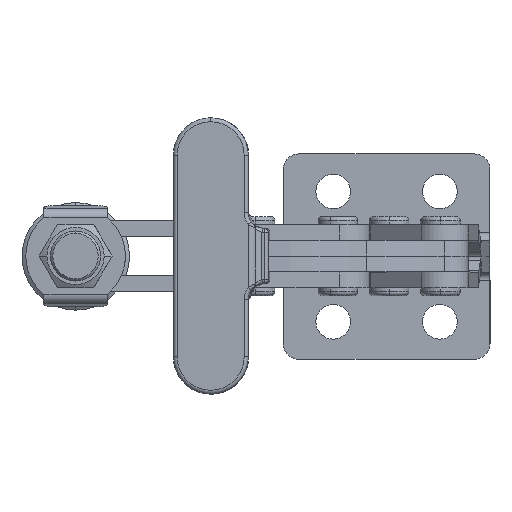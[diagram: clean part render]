
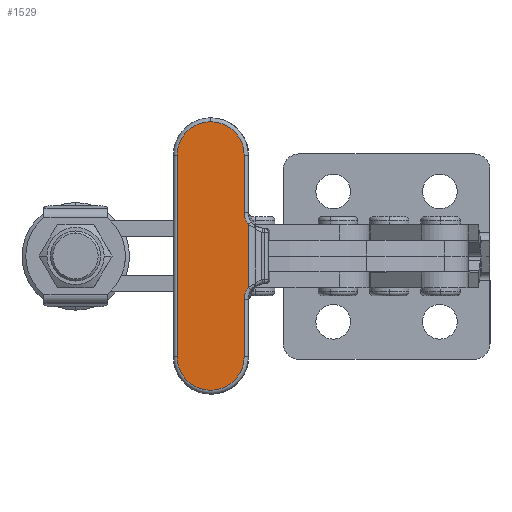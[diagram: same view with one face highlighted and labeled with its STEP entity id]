
A CAD part, top view. The second image highlights one B-rep face of the part: STEP entity #1529.
In plain terms, the highlighted face is planar.
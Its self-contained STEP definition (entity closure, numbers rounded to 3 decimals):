
#485 = CARTESIAN_POINT ( 'NONE',  ( 0.5, 0., 35. ) ) ;
#497 = DIRECTION ( 'NONE',  ( 0., 0., 1. ) ) ;
#1529 = ADVANCED_FACE ( 'NONE', ( #26203 ), #10846, .F. ) ;
#5551 = EDGE_CURVE ( 'NONE', #29121, #29097, #27431, .T. ) ;
#5567 = EDGE_CURVE ( 'NONE', #29132, #29186, #27453, .T. ) ;
#5574 = EDGE_CURVE ( 'NONE', #29148, #29132, #27466, .T. ) ;
#5579 = EDGE_CURVE ( 'NONE', #29191, #29143, #27475, .T. ) ;
#5633 = EDGE_CURVE ( 'NONE', #29143, #29121, #27546, .T. ) ;
#5636 = EDGE_CURVE ( 'NONE', #29134, #29148, #27553, .T. ) ;
#5683 = ORIENTED_EDGE ( 'NONE', *, *, #20390, .T. ) ;
#5813 = ORIENTED_EDGE ( 'NONE', *, *, #5574, .T. ) ;
#5893 = ORIENTED_EDGE ( 'NONE', *, *, #5636, .T. ) ;
#6003 = ORIENTED_EDGE ( 'NONE', *, *, #5567, .T. ) ;
#6288 = ORIENTED_EDGE ( 'NONE', *, *, #5579, .T. ) ;
#6295 = ORIENTED_EDGE ( 'NONE', *, *, #20437, .T. ) ;
#6536 = ORIENTED_EDGE ( 'NONE', *, *, #20444, .T. ) ;
#7024 = AXIS2_PLACEMENT_3D ( 'NONE', #23246, #23247, #23248 ) ;
#7029 = AXIS2_PLACEMENT_3D ( 'NONE', #23294, #23295, #23296 ) ;
#7045 = AXIS2_PLACEMENT_3D ( 'NONE', #23511, #23512, #23513 ) ;
#7047 = AXIS2_PLACEMENT_3D ( 'NONE', #23520, #23521, #23522 ) ;
#7213 = AXIS2_PLACEMENT_3D ( 'NONE', #15550, #15551, #15552 ) ;
#7328 = ORIENTED_EDGE ( 'NONE', *, *, #5551, .T. ) ;
#7961 = ORIENTED_EDGE ( 'NONE', *, *, #5633, .T. ) ;
#9971 = AXIS2_PLACEMENT_3D ( 'NONE', #10857, #10836, #10835 ) ;
#10835 = DIRECTION ( 'NONE',  ( 0., 0., -1. ) ) ;
#10836 = DIRECTION ( 'NONE',  ( 0., -1., 0. ) ) ;
#10846 = PLANE ( 'NONE',  #9971 ) ;
#10857 = CARTESIAN_POINT ( 'NONE',  ( 0., 0., 35. ) ) ;
#11999 = EDGE_LOOP ( 'NONE', ( #5813, #6003, #5683, #6288, #7961, #7328, #6536, #6295, #5893 ) ) ;
#14227 = LINE ( 'NONE', #15390, #14230 ) ;
#14230 = VECTOR ( 'NONE', #15386, 1000. ) ;
#14289 = LINE ( 'NONE', #15514, #14291 ) ;
#14291 = VECTOR ( 'NONE', #15524, 1000. ) ;
#14299 = CIRCLE ( 'NONE', #7213, 4.25 ) ;
#15386 = DIRECTION ( 'NONE',  ( 0., 0., -1. ) ) ;
#15390 = CARTESIAN_POINT ( 'NONE',  ( 9., 0., 4.75 ) ) ;
#15514 = CARTESIAN_POINT ( 'NONE',  ( 9., 0., 23. ) ) ;
#15524 = DIRECTION ( 'NONE',  ( 0., 0., -1. ) ) ;
#15550 = CARTESIAN_POINT ( 'NONE',  ( 4.75, 0., 30.25 ) ) ;
#15551 = DIRECTION ( 'NONE',  ( 0., 1., 0. ) ) ;
#15552 = DIRECTION ( 'NONE',  ( 0., 0., -1. ) ) ;
#15667 = CARTESIAN_POINT ( 'NONE',  ( 0.5, 0., 30.25 ) ) ;
#15684 = CARTESIAN_POINT ( 'NONE',  ( 0.5, 0., 4.75 ) ) ;
#15691 = CARTESIAN_POINT ( 'NONE',  ( 9.5, 0., 13.5 ) ) ;
#15693 = CARTESIAN_POINT ( 'NONE',  ( 9., 0., 23. ) ) ;
#15702 = CARTESIAN_POINT ( 'NONE',  ( 4.75, 0., 0.5 ) ) ;
#15707 = CARTESIAN_POINT ( 'NONE',  ( 9.5, 0., 21.5 ) ) ;
#15728 = CARTESIAN_POINT ( 'NONE',  ( 9., 0., 30.25 ) ) ;
#15733 = CARTESIAN_POINT ( 'NONE',  ( 9., 0., 12. ) ) ;
#15737 = CARTESIAN_POINT ( 'NONE',  ( 9., 0., 4.75 ) ) ;
#20390 = EDGE_CURVE ( 'NONE', #29186, #29191, #14227, .T. ) ;
#20437 = EDGE_CURVE ( 'NONE', #29188, #29134, #14289, .T. ) ;
#20444 = EDGE_CURVE ( 'NONE', #29097, #29188, #14299, .T. ) ;
#23246 = CARTESIAN_POINT ( 'NONE',  ( 11.5, 0., 12. ) ) ;
#23247 = DIRECTION ( 'NONE',  ( 0., -1., 0. ) ) ;
#23248 = DIRECTION ( 'NONE',  ( 0., 0., -1. ) ) ;
#23278 = CARTESIAN_POINT ( 'NONE',  ( 9.5, 0., 35. ) ) ;
#23279 = DIRECTION ( 'NONE',  ( 0., 0., -1. ) ) ;
#23294 = CARTESIAN_POINT ( 'NONE',  ( 4.75, 0., 4.75 ) ) ;
#23295 = DIRECTION ( 'NONE',  ( 0., 1., 0. ) ) ;
#23296 = DIRECTION ( 'NONE',  ( 0., 0., -1. ) ) ;
#23511 = CARTESIAN_POINT ( 'NONE',  ( 4.75, 0., 4.75 ) ) ;
#23512 = DIRECTION ( 'NONE',  ( 0., 1., 0. ) ) ;
#23513 = DIRECTION ( 'NONE',  ( 0., 0., -1. ) ) ;
#23520 = CARTESIAN_POINT ( 'NONE',  ( 11.5, 0., 23. ) ) ;
#23521 = DIRECTION ( 'NONE',  ( 0., -1., 0. ) ) ;
#23522 = DIRECTION ( 'NONE',  ( 0., 0., -1. ) ) ;
#26203 = FACE_OUTER_BOUND ( 'NONE', #11999, .T. ) ;
#27431 = LINE ( 'NONE', #485, #27434 ) ;
#27434 = VECTOR ( 'NONE', #497, 1000. ) ;
#27453 = CIRCLE ( 'NONE', #7024, 2.5 ) ;
#27466 = LINE ( 'NONE', #23278, #27469 ) ;
#27469 = VECTOR ( 'NONE', #23279, 1000. ) ;
#27475 = CIRCLE ( 'NONE', #7029, 4.25 ) ;
#27546 = CIRCLE ( 'NONE', #7045, 4.25 ) ;
#27553 = CIRCLE ( 'NONE', #7047, 2.5 ) ;
#29097 = VERTEX_POINT ( 'NONE', #15667 ) ;
#29121 = VERTEX_POINT ( 'NONE', #15684 ) ;
#29132 = VERTEX_POINT ( 'NONE', #15691 ) ;
#29134 = VERTEX_POINT ( 'NONE', #15693 ) ;
#29143 = VERTEX_POINT ( 'NONE', #15702 ) ;
#29148 = VERTEX_POINT ( 'NONE', #15707 ) ;
#29186 = VERTEX_POINT ( 'NONE', #15733 ) ;
#29188 = VERTEX_POINT ( 'NONE', #15728 ) ;
#29191 = VERTEX_POINT ( 'NONE', #15737 ) ;
